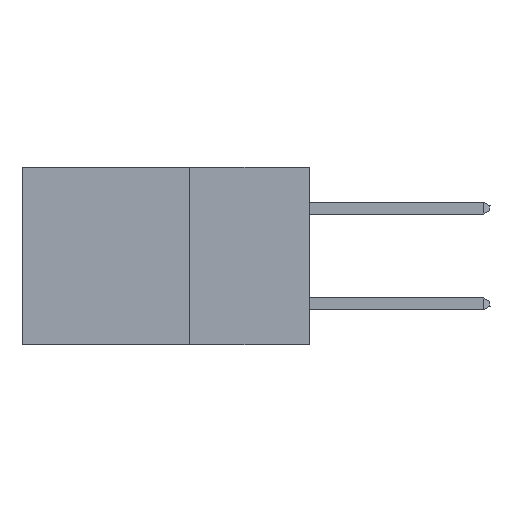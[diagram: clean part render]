
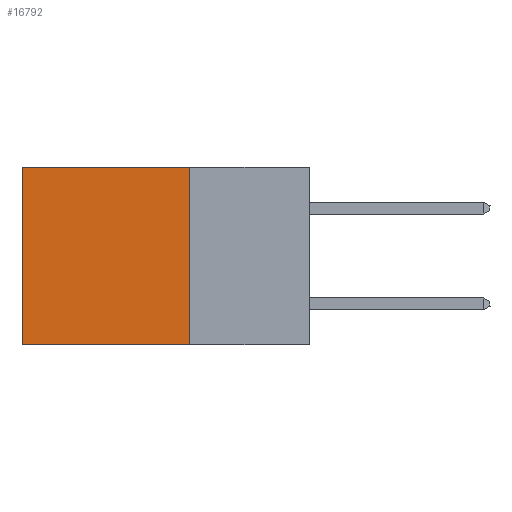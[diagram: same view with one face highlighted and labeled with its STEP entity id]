
A CAD part, left-side view. The second image highlights one B-rep face of the part: STEP entity #16792.
In plain terms, the highlighted planar face has unit normal (-1, 0, 0).
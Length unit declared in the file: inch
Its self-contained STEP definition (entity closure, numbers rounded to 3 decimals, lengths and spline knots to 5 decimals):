
#1312 = VERTEX_POINT ( 'NONE', #4190 ) ;
#2975 = DIRECTION ( 'NONE',  ( 1., 0., 0. ) ) ;
#4058 = FACE_OUTER_BOUND ( 'NONE', #33519, .T. ) ;
#4190 = CARTESIAN_POINT ( 'NONE',  ( 0.2875, 0.25, -0.37 ) ) ;
#7056 = DIRECTION ( 'NONE',  ( 0., 1., 0. ) ) ;
#8245 = VECTOR ( 'NONE', #22484, 39.37008 ) ;
#8307 = CARTESIAN_POINT ( 'NONE',  ( 0.2875, 0.25, 0. ) ) ;
#8816 = CARTESIAN_POINT ( 'NONE',  ( 0.2875, 0.25, 0. ) ) ;
#8973 = EDGE_CURVE ( 'NONE', #14584, #26837, #25492, .T. ) ;
#10973 = CARTESIAN_POINT ( 'NONE',  ( 0.2875, 0.6, 0. ) ) ;
#12264 = EDGE_CURVE ( 'NONE', #20778, #1312, #28103, .T. ) ;
#13398 = DIRECTION ( 'NONE',  ( 0., 0., -1. ) ) ;
#14052 = DIRECTION ( 'NONE',  ( 0., 0., -1. ) ) ;
#14584 = VERTEX_POINT ( 'NONE', #30194 ) ;
#15250 = VECTOR ( 'NONE', #29632, 39.37008 ) ;
#15635 = ORIENTED_EDGE ( 'NONE', *, *, #8973, .T. ) ;
#16792 = ADVANCED_FACE ( 'NONE', ( #4058 ), #24404, .F. ) ;
#18105 = CARTESIAN_POINT ( 'NONE',  ( 0.2875, 0.6, -0.37 ) ) ;
#18226 = CARTESIAN_POINT ( 'NONE',  ( 0.2875, 0.25, 0. ) ) ;
#19096 = ORIENTED_EDGE ( 'NONE', *, *, #20019, .F. ) ;
#20019 = EDGE_CURVE ( 'NONE', #1312, #26837, #22407, .T. ) ;
#20778 = VERTEX_POINT ( 'NONE', #8816 ) ;
#22407 = LINE ( 'NONE', #27089, #15250 ) ;
#22484 = DIRECTION ( 'NONE',  ( 0., 0., -1. ) ) ;
#24250 = LINE ( 'NONE', #18226, #30531 ) ;
#24404 = PLANE ( 'NONE',  #34075 ) ;
#25492 = LINE ( 'NONE', #10973, #8245 ) ;
#26837 = VERTEX_POINT ( 'NONE', #18105 ) ;
#27089 = CARTESIAN_POINT ( 'NONE',  ( 0.2875, 0.25, -0.37 ) ) ;
#27845 = ORIENTED_EDGE ( 'NONE', *, *, #28465, .T. ) ;
#28103 = LINE ( 'NONE', #32301, #31456 ) ;
#28465 = EDGE_CURVE ( 'NONE', #20778, #14584, #24250, .T. ) ;
#29632 = DIRECTION ( 'NONE',  ( 0., 1., 0. ) ) ;
#30194 = CARTESIAN_POINT ( 'NONE',  ( 0.2875, 0.6, 0. ) ) ;
#30531 = VECTOR ( 'NONE', #7056, 39.37008 ) ;
#31456 = VECTOR ( 'NONE', #13398, 39.37008 ) ;
#32301 = CARTESIAN_POINT ( 'NONE',  ( 0.2875, 0.25, 0. ) ) ;
#32333 = ORIENTED_EDGE ( 'NONE', *, *, #12264, .F. ) ;
#33519 = EDGE_LOOP ( 'NONE', ( #15635, #19096, #32333, #27845 ) ) ;
#34075 = AXIS2_PLACEMENT_3D ( 'NONE', #8307, #2975, #14052 ) ;
